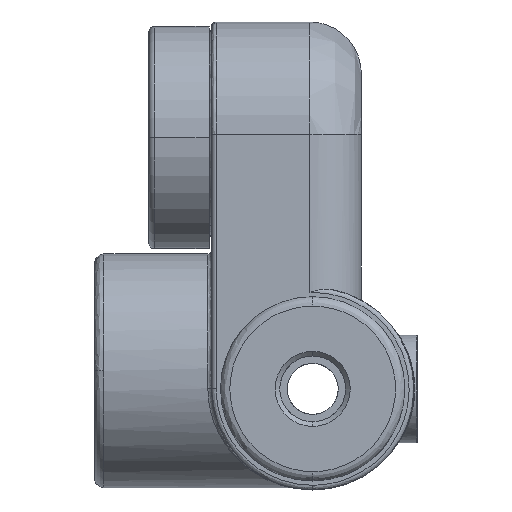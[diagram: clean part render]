
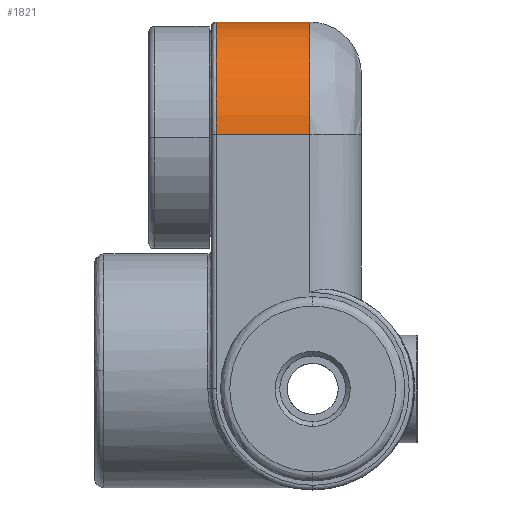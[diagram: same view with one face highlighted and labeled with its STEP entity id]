
A CAD part, left-side view. The second image highlights one B-rep face of the part: STEP entity #1821.
In plain terms, the highlighted cylindrical face has radius 30.48 mm (diameter 60.96 mm), a partial arc.
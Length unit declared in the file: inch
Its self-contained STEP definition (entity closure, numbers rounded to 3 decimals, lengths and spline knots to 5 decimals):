
#1106 = DIRECTION ( 'NONE',  ( 0., -1., 0. ) ) ;
#1521 = FACE_OUTER_BOUND ( 'NONE', #54398, .T. ) ;
#1821 = ADVANCED_FACE ( 'NONE', ( #1521 ), #10256, .T. ) ;
#3806 = DIRECTION ( 'NONE',  ( 0., -1., 0. ) ) ;
#4371 = DIRECTION ( 'NONE',  ( 0., 1., 0. ) ) ;
#4413 = DIRECTION ( 'NONE',  ( 0., -1., 0. ) ) ;
#8586 = CARTESIAN_POINT ( 'NONE',  ( -3., 0.29508, 1.2308 ) ) ;
#9437 = AXIS2_PLACEMENT_3D ( 'NONE', #35163, #4371, #39165 ) ;
#9807 = VERTEX_POINT ( 'NONE', #8586 ) ;
#10256 = CYLINDRICAL_SURFACE ( 'NONE', #40244, 1.2 ) ;
#10360 = VECTOR ( 'NONE', #35640, 39.37008 ) ;
#12268 = DIRECTION ( 'NONE',  ( 0., 0., -1. ) ) ;
#12856 = CARTESIAN_POINT ( 'NONE',  ( -3., 1.29438, 1.2308 ) ) ;
#13383 = ORIENTED_EDGE ( 'NONE', *, *, #16308, .F. ) ;
#14324 = EDGE_CURVE ( 'NONE', #14839, #26377, #55258, .T. ) ;
#14698 = CIRCLE ( 'NONE', #34939, 1.2 ) ;
#14839 = VERTEX_POINT ( 'NONE', #51969 ) ;
#16308 = EDGE_CURVE ( 'NONE', #30220, #26377, #53787, .T. ) ;
#19903 = ORIENTED_EDGE ( 'NONE', *, *, #14324, .T. ) ;
#19934 = EDGE_CURVE ( 'NONE', #30220, #9807, #21011, .T. ) ;
#20933 = CARTESIAN_POINT ( 'NONE',  ( -1.8, 1.34438, 1.2308 ) ) ;
#21011 = LINE ( 'NONE', #51606, #27713 ) ;
#26377 = VERTEX_POINT ( 'NONE', #29530 ) ;
#27713 = VECTOR ( 'NONE', #4413, 39.37008 ) ;
#29176 = ORIENTED_EDGE ( 'NONE', *, *, #19934, .T. ) ;
#29530 = CARTESIAN_POINT ( 'NONE',  ( -1.8, 1.29438, 2.4308 ) ) ;
#30220 = VERTEX_POINT ( 'NONE', #12856 ) ;
#30950 = DIRECTION ( 'NONE',  ( 0., 0., 1. ) ) ;
#34939 = AXIS2_PLACEMENT_3D ( 'NONE', #52808, #1106, #30950 ) ;
#35163 = CARTESIAN_POINT ( 'NONE',  ( -1.8, 1.29438, 1.2308 ) ) ;
#35640 = DIRECTION ( 'NONE',  ( 0., 1., 0. ) ) ;
#36205 = CARTESIAN_POINT ( 'NONE',  ( -1.8, 1.34438, 2.4308 ) ) ;
#39165 = DIRECTION ( 'NONE',  ( 0., 0., -1. ) ) ;
#40244 = AXIS2_PLACEMENT_3D ( 'NONE', #20933, #3806, #12268 ) ;
#43855 = EDGE_CURVE ( 'NONE', #14839, #9807, #14698, .T. ) ;
#50395 = ORIENTED_EDGE ( 'NONE', *, *, #43855, .F. ) ;
#51606 = CARTESIAN_POINT ( 'NONE',  ( -3., 0.26366, 1.2308 ) ) ;
#51969 = CARTESIAN_POINT ( 'NONE',  ( -1.8, 0.29508, 2.4308 ) ) ;
#52808 = CARTESIAN_POINT ( 'NONE',  ( -1.8, 0.29508, 1.2308 ) ) ;
#53787 = CIRCLE ( 'NONE', #9437, 1.2 ) ;
#54398 = EDGE_LOOP ( 'NONE', ( #29176, #50395, #19903, #13383 ) ) ;
#55258 = LINE ( 'NONE', #36205, #10360 ) ;
